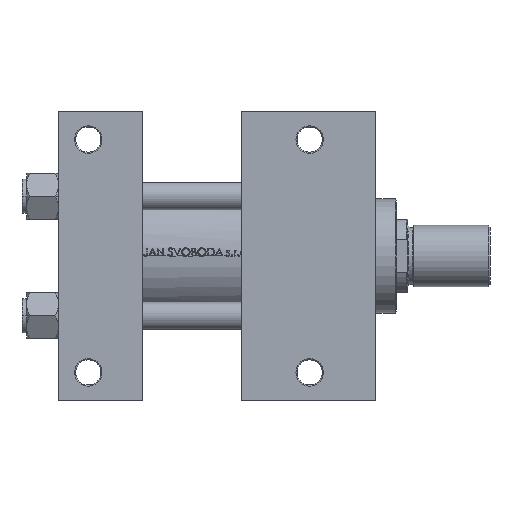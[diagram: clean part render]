
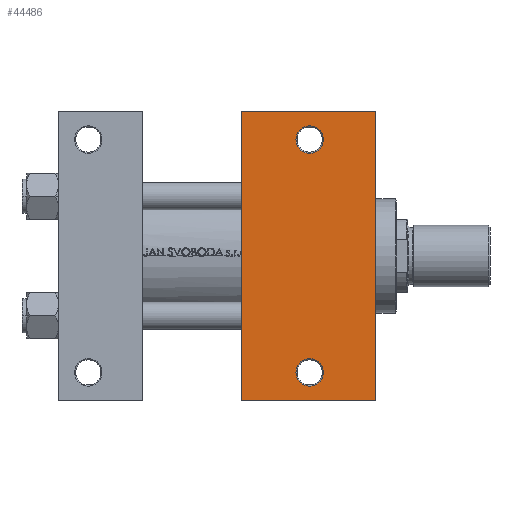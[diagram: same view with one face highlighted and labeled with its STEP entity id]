
A CAD part, front view. The second image highlights one B-rep face of the part: STEP entity #44486.
In plain terms, the highlighted face is planar.
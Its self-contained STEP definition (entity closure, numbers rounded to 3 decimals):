
#684 = LINE ( 'NONE', #1647, #39887 ) ;
#1647 = CARTESIAN_POINT ( 'NONE',  ( 80., 37.5, -37.5 ) ) ;
#1985 = VERTEX_POINT ( 'NONE', #9670 ) ;
#3421 = CARTESIAN_POINT ( 'NONE',  ( 139., 37.5, -37.5 ) ) ;
#3660 = FACE_OUTER_BOUND ( 'NONE', #17703, .T. ) ;
#4036 = CIRCLE ( 'NONE', #28606, 5.999 ) ;
#4599 = ORIENTED_EDGE ( 'NONE', *, *, #41655, .T. ) ;
#4754 = DIRECTION ( 'NONE',  ( -1., 0., 0. ) ) ;
#5374 = EDGE_LOOP ( 'NONE', ( #27435, #33920 ) ) ;
#5788 = AXIS2_PLACEMENT_3D ( 'NONE', #30907, #26673, #12028 ) ;
#7251 = DIRECTION ( 'NONE',  ( 0., 0., 1. ) ) ;
#8630 = EDGE_CURVE ( 'NONE', #22908, #29335, #21641, .T. ) ;
#9257 = VERTEX_POINT ( 'NONE', #9336 ) ;
#9336 = CARTESIAN_POINT ( 'NONE',  ( 115.999, -51., -37.5 ) ) ;
#9670 = CARTESIAN_POINT ( 'NONE',  ( 139., -63.5, -37.5 ) ) ;
#10036 = LINE ( 'NONE', #25182, #12589 ) ;
#10588 = DIRECTION ( 'NONE',  ( 0., -1., 0. ) ) ;
#10753 = CARTESIAN_POINT ( 'NONE',  ( 139., 63.5, -37.5 ) ) ;
#11117 = DIRECTION ( 'NONE',  ( 0., 0., -1. ) ) ;
#12028 = DIRECTION ( 'NONE',  ( -1., 0., 0. ) ) ;
#12589 = VECTOR ( 'NONE', #47058, 1000. ) ;
#14794 = CARTESIAN_POINT ( 'NONE',  ( 110., 51., -37.5 ) ) ;
#15094 = PLANE ( 'NONE',  #43001 ) ;
#15791 = CARTESIAN_POINT ( 'NONE',  ( 80., 63.5, -37.5 ) ) ;
#15910 = ORIENTED_EDGE ( 'NONE', *, *, #38909, .T. ) ;
#17703 = EDGE_LOOP ( 'NONE', ( #41476, #37517, #15910, #47606 ) ) ;
#18053 = CIRCLE ( 'NONE', #48992, 5.999 ) ;
#19254 = VERTEX_POINT ( 'NONE', #35274 ) ;
#20594 = VECTOR ( 'NONE', #10588, 1000. ) ;
#21171 = CARTESIAN_POINT ( 'NONE',  ( 104.001, 51., -37.5 ) ) ;
#21641 = CIRCLE ( 'NONE', #5788, 5.999 ) ;
#21904 = ORIENTED_EDGE ( 'NONE', *, *, #35816, .T. ) ;
#22132 = VERTEX_POINT ( 'NONE', #26098 ) ;
#22530 = FACE_BOUND ( 'NONE', #29096, .T. ) ;
#22908 = VERTEX_POINT ( 'NONE', #21171 ) ;
#23521 = DIRECTION ( 'NONE',  ( 0., -1., 0. ) ) ;
#25182 = CARTESIAN_POINT ( 'NONE',  ( 80., -63.5, -37.5 ) ) ;
#26098 = CARTESIAN_POINT ( 'NONE',  ( 80., -63.5, -37.5 ) ) ;
#26200 = LINE ( 'NONE', #48841, #20594 ) ;
#26673 = DIRECTION ( 'NONE',  ( 0., 0., 1. ) ) ;
#27435 = ORIENTED_EDGE ( 'NONE', *, *, #8630, .T. ) ;
#27721 = CARTESIAN_POINT ( 'NONE',  ( 104.001, -51., -37.5 ) ) ;
#28534 = VECTOR ( 'NONE', #46090, 1000. ) ;
#28606 = AXIS2_PLACEMENT_3D ( 'NONE', #42269, #38049, #4754 ) ;
#29096 = EDGE_LOOP ( 'NONE', ( #21904, #4599 ) ) ;
#29335 = VERTEX_POINT ( 'NONE', #35779 ) ;
#30253 = EDGE_CURVE ( 'NONE', #29335, #22908, #18053, .T. ) ;
#30907 = CARTESIAN_POINT ( 'NONE',  ( 110., 51., -37.5 ) ) ;
#31421 = LINE ( 'NONE', #15791, #28534 ) ;
#32922 = EDGE_CURVE ( 'NONE', #1985, #22132, #10036, .T. ) ;
#33194 = DIRECTION ( 'NONE',  ( -1., 0., 0. ) ) ;
#33920 = ORIENTED_EDGE ( 'NONE', *, *, #30253, .T. ) ;
#33958 = DIRECTION ( 'NONE',  ( -1., 0., 0. ) ) ;
#35274 = CARTESIAN_POINT ( 'NONE',  ( 80., 63.5, -37.5 ) ) ;
#35779 = CARTESIAN_POINT ( 'NONE',  ( 115.999, 51., -37.5 ) ) ;
#35816 = EDGE_CURVE ( 'NONE', #44584, #9257, #37116, .T. ) ;
#37116 = CIRCLE ( 'NONE', #41092, 5.999 ) ;
#37517 = ORIENTED_EDGE ( 'NONE', *, *, #39858, .T. ) ;
#37781 = CARTESIAN_POINT ( 'NONE',  ( 110., -51., -37.5 ) ) ;
#38049 = DIRECTION ( 'NONE',  ( 0., 0., 1. ) ) ;
#38909 = EDGE_CURVE ( 'NONE', #47751, #1985, #26200, .T. ) ;
#39858 = EDGE_CURVE ( 'NONE', #19254, #47751, #31421, .T. ) ;
#39887 = VECTOR ( 'NONE', #23521, 1000. ) ;
#41092 = AXIS2_PLACEMENT_3D ( 'NONE', #37781, #7251, #48511 ) ;
#41120 = DIRECTION ( 'NONE',  ( 0., 0., 1. ) ) ;
#41476 = ORIENTED_EDGE ( 'NONE', *, *, #45429, .F. ) ;
#41655 = EDGE_CURVE ( 'NONE', #9257, #44584, #4036, .T. ) ;
#42269 = CARTESIAN_POINT ( 'NONE',  ( 110., -51., -37.5 ) ) ;
#43001 = AXIS2_PLACEMENT_3D ( 'NONE', #3421, #11117, #33958 ) ;
#44486 = ADVANCED_FACE ( 'NONE', ( #48890, #22530, #3660 ), #15094, .T. ) ;
#44584 = VERTEX_POINT ( 'NONE', #27721 ) ;
#45429 = EDGE_CURVE ( 'NONE', #19254, #22132, #684, .T. ) ;
#46090 = DIRECTION ( 'NONE',  ( 1., 0., 0. ) ) ;
#47058 = DIRECTION ( 'NONE',  ( -1., 0., 0. ) ) ;
#47606 = ORIENTED_EDGE ( 'NONE', *, *, #32922, .T. ) ;
#47751 = VERTEX_POINT ( 'NONE', #10753 ) ;
#48511 = DIRECTION ( 'NONE',  ( -1., 0., 0. ) ) ;
#48841 = CARTESIAN_POINT ( 'NONE',  ( 139., 37.5, -37.5 ) ) ;
#48890 = FACE_BOUND ( 'NONE', #5374, .T. ) ;
#48992 = AXIS2_PLACEMENT_3D ( 'NONE', #14794, #41120, #33194 ) ;
